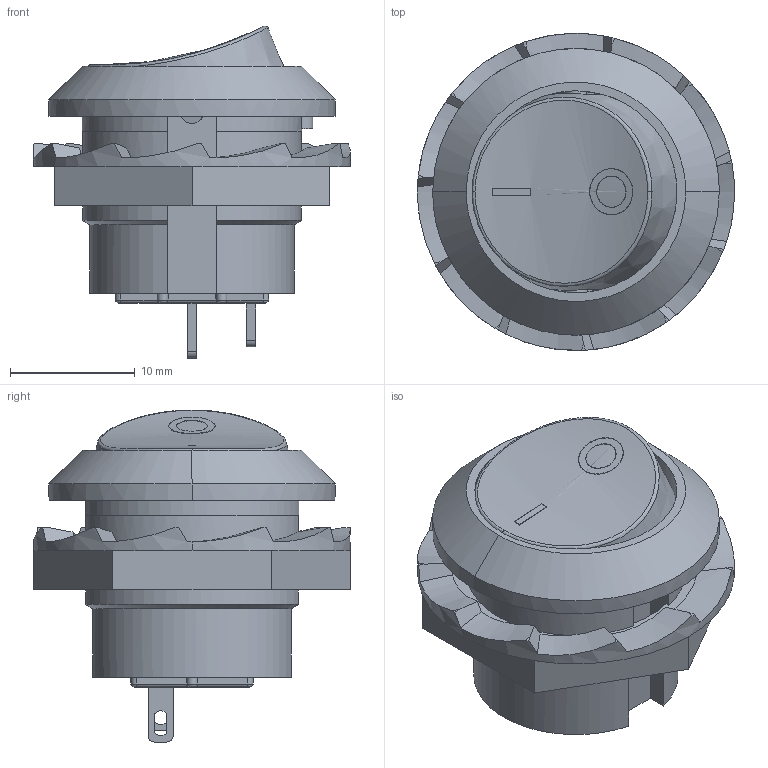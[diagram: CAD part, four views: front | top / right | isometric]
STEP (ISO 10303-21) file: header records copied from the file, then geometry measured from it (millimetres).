
FILE_DESCRIPTION (( 'STEP AP203' ), '1' );
FILE_NAME ('am-4579 On Off Rocker Switch.STEP', '2021-07-08T20:23:23', ( '' ), ( '' ), 'SwSTEP 2.0', 'SolidWorks 2021', '' );
FILE_SCHEMA (( 'CONFIG_CONTROL_DESIGN' ));
Length unit declared in the file: millimetre
Products named in the file (1): am-4579 On Off Rocker Switch
Bounding box: 25.44 x 25.5 x 26.64 mm (x, y, z)
Surface area: 4152.8 mm2 (no closed solid volume)
Topology: 0 solids, 2 shells, 271 faces, 809 edges, 520 vertices
Faces by surface type: plane 170, cylinder 82, bspline 12, cone 7
Entity records: 14133 total; most frequent: CARTESIAN_POINT 8391, ORIENTED_EDGE 1610, EDGE_CURVE 809, B_SPLINE_CURVE_WITH_KNOTS 781, DIRECTION 532, VERTEX_POINT 520, EDGE_LOOP 293, ADVANCED_FACE 269
